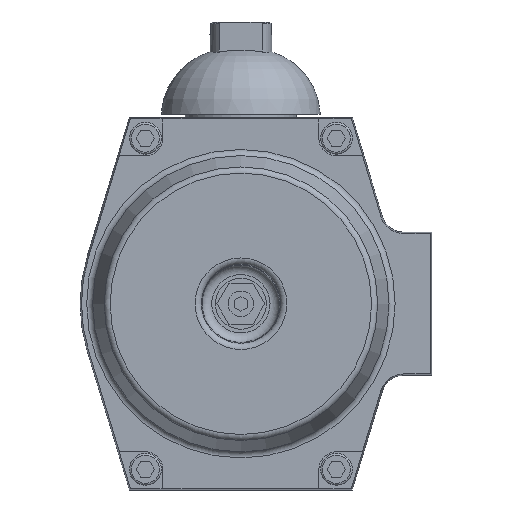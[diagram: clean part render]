
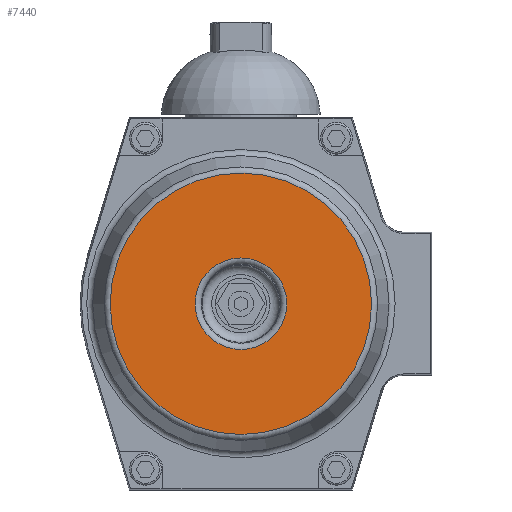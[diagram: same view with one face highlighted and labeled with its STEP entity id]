
A CAD part, left-side view. The second image highlights one B-rep face of the part: STEP entity #7440.
In plain terms, the highlighted planar face has unit normal (-1, 0, 0).
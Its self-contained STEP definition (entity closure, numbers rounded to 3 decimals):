
#1260=PLANE('',#7881);
#2279=ORIENTED_EDGE('',*,*,#3177,.F.);
#2280=ORIENTED_EDGE('',*,*,#3238,.F.);
#3177=EDGE_CURVE('',#3754,#3754,#4081,.T.);
#3238=EDGE_CURVE('',#3817,#3817,#4087,.F.);
#3754=VERTEX_POINT('',#10481);
#3817=VERTEX_POINT('',#10645);
#4081=CIRCLE('',#7836,41.058);
#4087=CIRCLE('',#7882,14.392);
#4395=EDGE_LOOP('',(#2279));
#4396=EDGE_LOOP('',(#2280));
#4847=FACE_BOUND('',#4395,.T.);
#4848=FACE_BOUND('',#4396,.T.);
#7440=ADVANCED_FACE('',(#4847,#4848),#1260,.F.);
#7836=AXIS2_PLACEMENT_3D('',#10480,#8809,#8810);
#7881=AXIS2_PLACEMENT_3D('',#10643,#8954,#8955);
#7882=AXIS2_PLACEMENT_3D('',#10644,#8956,#8957);
#8809=DIRECTION('',(1.,0.,0.));
#8810=DIRECTION('',(0.,0.,-1.));
#8954=DIRECTION('',(1.,0.,0.));
#8955=DIRECTION('',(0.,1.,0.));
#8956=DIRECTION('',(1.,0.,0.));
#8957=DIRECTION('',(0.,0.,-1.));
#10480=CARTESIAN_POINT('',(-104.5,0.,0.));
#10481=CARTESIAN_POINT('',(-104.5,0.,-41.058));
#10643=CARTESIAN_POINT('',(-104.5,27.5,0.));
#10644=CARTESIAN_POINT('',(-104.5,0.,0.));
#10645=CARTESIAN_POINT('',(-104.5,0.,-14.392));
